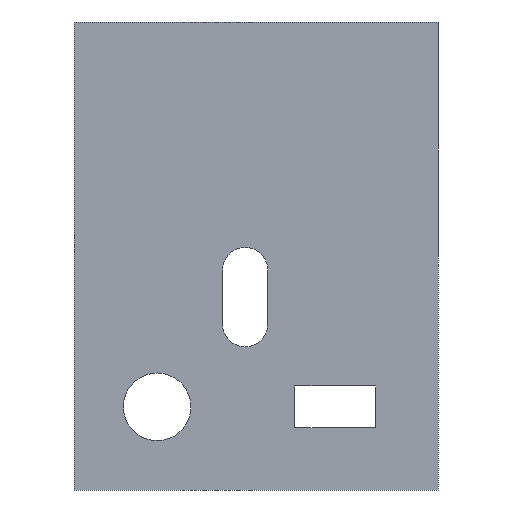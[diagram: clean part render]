
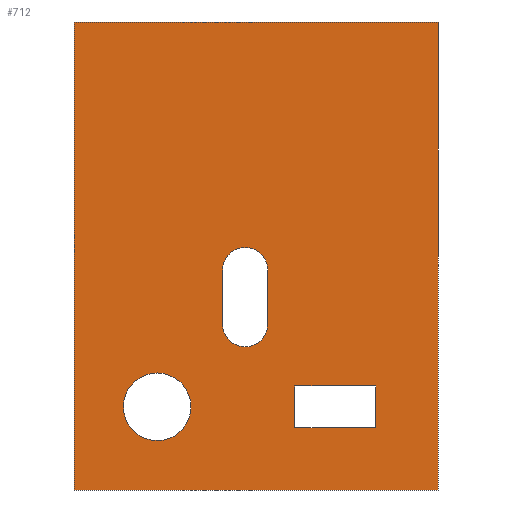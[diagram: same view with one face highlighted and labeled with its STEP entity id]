
A CAD part, front view. The second image highlights one B-rep face of the part: STEP entity #712.
In plain terms, the highlighted planar face has unit normal (0, -1, 0).
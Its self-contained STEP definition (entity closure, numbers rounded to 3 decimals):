
#6 = DIRECTION ( 'NONE',  ( 0., 0., -1. ) ) ;
#11 = DIRECTION ( 'NONE',  ( 0., 0., 1. ) ) ;
#16 = VECTOR ( 'NONE', #363, 1000. ) ;
#21 = ORIENTED_EDGE ( 'NONE', *, *, #234, .T. ) ;
#23 = EDGE_CURVE ( 'NONE', #296, #627, #705, .T. ) ;
#36 = LINE ( 'NONE', #316, #337 ) ;
#44 = CARTESIAN_POINT ( 'NONE',  ( 0., 0., 0. ) ) ;
#45 = FACE_BOUND ( 'NONE', #503, .T. ) ;
#54 = EDGE_LOOP ( 'NONE', ( #312, #104, #343, #574, #219 ) ) ;
#58 = CARTESIAN_POINT ( 'NONE',  ( -35., 0., 0. ) ) ;
#60 = EDGE_CURVE ( 'NONE', #327, #278, #400, .T. ) ;
#64 = DIRECTION ( 'NONE',  ( 0., 0., 1. ) ) ;
#67 = EDGE_CURVE ( 'NONE', #474, #247, #629, .T. ) ;
#70 = CARTESIAN_POINT ( 'NONE',  ( 2.266, 0., 0. ) ) ;
#75 = CARTESIAN_POINT ( 'NONE',  ( -35., 0., 45. ) ) ;
#90 = LINE ( 'NONE', #650, #16 ) ;
#100 = DIRECTION ( 'NONE',  ( 0., 1., 0. ) ) ;
#104 = ORIENTED_EDGE ( 'NONE', *, *, #509, .F. ) ;
#109 = ORIENTED_EDGE ( 'NONE', *, *, #193, .F. ) ;
#119 = DIRECTION ( 'NONE',  ( 0., 1., 0. ) ) ;
#123 = CIRCLE ( 'NONE', #449, 6.5 ) ;
#141 = CARTESIAN_POINT ( 'NONE',  ( 35., 0., 45. ) ) ;
#143 = VECTOR ( 'NONE', #631, 1000. ) ;
#146 = CARTESIAN_POINT ( 'NONE',  ( -19., 0., -29. ) ) ;
#150 = LINE ( 'NONE', #500, #214 ) ;
#153 = PLANE ( 'NONE',  #677 ) ;
#169 = LINE ( 'NONE', #335, #515 ) ;
#176 = LINE ( 'NONE', #58, #143 ) ;
#182 = DIRECTION ( 'NONE',  ( 0., 1., 0. ) ) ;
#190 = CARTESIAN_POINT ( 'NONE',  ( -2.084, 0., -13.114 ) ) ;
#193 = EDGE_CURVE ( 'NONE', #607, #538, #36, .T. ) ;
#194 = CARTESIAN_POINT ( 'NONE',  ( 0., 0., -33. ) ) ;
#195 = CARTESIAN_POINT ( 'NONE',  ( 2.266, 0., -2.705 ) ) ;
#208 = AXIS2_PLACEMENT_3D ( 'NONE', #190, #360, #64 ) ;
#209 = DIRECTION ( 'NONE',  ( 1., 0., 0. ) ) ;
#214 = VECTOR ( 'NONE', #681, 1000. ) ;
#219 = ORIENTED_EDGE ( 'NONE', *, *, #313, .T. ) ;
#224 = VECTOR ( 'NONE', #209, 1000. ) ;
#234 = EDGE_CURVE ( 'NONE', #731, #538, #150, .T. ) ;
#247 = VERTEX_POINT ( 'NONE', #579 ) ;
#249 = EDGE_CURVE ( 'NONE', #444, #714, #123, .T. ) ;
#253 = ORIENTED_EDGE ( 'NONE', *, *, #698, .T. ) ;
#263 = CIRCLE ( 'NONE', #321, 6.5 ) ;
#265 = CARTESIAN_POINT ( 'NONE',  ( 7.471, 0., -25. ) ) ;
#270 = FACE_OUTER_BOUND ( 'NONE', #709, .T. ) ;
#278 = VERTEX_POINT ( 'NONE', #195 ) ;
#290 = VERTEX_POINT ( 'NONE', #306 ) ;
#296 = VERTEX_POINT ( 'NONE', #494 ) ;
#301 = ORIENTED_EDGE ( 'NONE', *, *, #429, .T. ) ;
#305 = LINE ( 'NONE', #314, #724 ) ;
#306 = CARTESIAN_POINT ( 'NONE',  ( 2.266, 0., -13.114 ) ) ;
#311 = VECTOR ( 'NONE', #6, 1000. ) ;
#312 = ORIENTED_EDGE ( 'NONE', *, *, #60, .T. ) ;
#313 = EDGE_CURVE ( 'NONE', #627, #327, #90, .T. ) ;
#314 = CARTESIAN_POINT ( 'NONE',  ( 0., 0., -25. ) ) ;
#316 = CARTESIAN_POINT ( 'NONE',  ( 35., 0., 0. ) ) ;
#321 = AXIS2_PLACEMENT_3D ( 'NONE', #146, #100, #615 ) ;
#322 = CARTESIAN_POINT ( 'NONE',  ( 0., 0., 45. ) ) ;
#327 = VERTEX_POINT ( 'NONE', #551 ) ;
#335 = CARTESIAN_POINT ( 'NONE',  ( 7.471, 0., 0. ) ) ;
#336 = ORIENTED_EDGE ( 'NONE', *, *, #67, .T. ) ;
#337 = VECTOR ( 'NONE', #612, 1000. ) ;
#343 = ORIENTED_EDGE ( 'NONE', *, *, #499, .T. ) ;
#344 = DIRECTION ( 'NONE',  ( 1., 0., 0. ) ) ;
#360 = DIRECTION ( 'NONE',  ( 0., 1., 0. ) ) ;
#363 = DIRECTION ( 'NONE',  ( 0., 0., 1. ) ) ;
#380 = VECTOR ( 'NONE', #11, 1000. ) ;
#400 = CIRCLE ( 'NONE', #545, 4.35 ) ;
#403 = CARTESIAN_POINT ( 'NONE',  ( -19., 0., -29. ) ) ;
#404 = DIRECTION ( 'NONE',  ( 0., 0., -1. ) ) ;
#412 = CARTESIAN_POINT ( 'NONE',  ( 23., 0., 0. ) ) ;
#414 = ORIENTED_EDGE ( 'NONE', *, *, #488, .F. ) ;
#418 = LINE ( 'NONE', #194, #431 ) ;
#422 = CARTESIAN_POINT ( 'NONE',  ( -6.435, 0., -13.114 ) ) ;
#429 = EDGE_CURVE ( 'NONE', #549, #731, #176, .T. ) ;
#431 = VECTOR ( 'NONE', #344, 1000. ) ;
#436 = DIRECTION ( 'NONE',  ( 0., 1., 0. ) ) ;
#444 = VERTEX_POINT ( 'NONE', #521 ) ;
#449 = AXIS2_PLACEMENT_3D ( 'NONE', #403, #119, #584 ) ;
#465 = CARTESIAN_POINT ( 'NONE',  ( -2.084, 0., -2.705 ) ) ;
#469 = DIRECTION ( 'NONE',  ( 1., 0., 0. ) ) ;
#474 = VERTEX_POINT ( 'NONE', #586 ) ;
#488 = EDGE_CURVE ( 'NONE', #703, #728, #169, .T. ) ;
#494 = CARTESIAN_POINT ( 'NONE',  ( -2.084, 0., -17.465 ) ) ;
#497 = FACE_BOUND ( 'NONE', #648, .T. ) ;
#499 = EDGE_CURVE ( 'NONE', #290, #296, #704, .T. ) ;
#500 = CARTESIAN_POINT ( 'NONE',  ( 0., 0., -45. ) ) ;
#503 = EDGE_LOOP ( 'NONE', ( #336, #672, #414, #569 ) ) ;
#505 = CARTESIAN_POINT ( 'NONE',  ( -19., 0., -35.5 ) ) ;
#509 = EDGE_CURVE ( 'NONE', #290, #278, #732, .T. ) ;
#515 = VECTOR ( 'NONE', #404, 1000. ) ;
#519 = CARTESIAN_POINT ( 'NONE',  ( -2.084, 0., -13.114 ) ) ;
#521 = CARTESIAN_POINT ( 'NONE',  ( -19., 0., -22.5 ) ) ;
#531 = CARTESIAN_POINT ( 'NONE',  ( 35., 0., -45. ) ) ;
#532 = DIRECTION ( 'NONE',  ( 0., 0., 1. ) ) ;
#538 = VERTEX_POINT ( 'NONE', #531 ) ;
#545 = AXIS2_PLACEMENT_3D ( 'NONE', #465, #690, #577 ) ;
#549 = VERTEX_POINT ( 'NONE', #75 ) ;
#551 = CARTESIAN_POINT ( 'NONE',  ( -6.435, 0., -2.705 ) ) ;
#558 = CARTESIAN_POINT ( 'NONE',  ( 7.471, 0., -33. ) ) ;
#560 = FACE_BOUND ( 'NONE', #54, .T. ) ;
#564 = EDGE_CURVE ( 'NONE', #728, #247, #418, .T. ) ;
#569 = ORIENTED_EDGE ( 'NONE', *, *, #571, .T. ) ;
#571 = EDGE_CURVE ( 'NONE', #703, #474, #305, .T. ) ;
#574 = ORIENTED_EDGE ( 'NONE', *, *, #23, .T. ) ;
#577 = DIRECTION ( 'NONE',  ( 0., 0., 1. ) ) ;
#579 = CARTESIAN_POINT ( 'NONE',  ( 23., 0., -33. ) ) ;
#584 = DIRECTION ( 'NONE',  ( 0., 0., 1. ) ) ;
#586 = CARTESIAN_POINT ( 'NONE',  ( 23., 0., -25. ) ) ;
#607 = VERTEX_POINT ( 'NONE', #141 ) ;
#612 = DIRECTION ( 'NONE',  ( 0., 0., -1. ) ) ;
#613 = AXIS2_PLACEMENT_3D ( 'NONE', #519, #182, #532 ) ;
#615 = DIRECTION ( 'NONE',  ( 0., 0., 1. ) ) ;
#619 = ORIENTED_EDGE ( 'NONE', *, *, #249, .T. ) ;
#627 = VERTEX_POINT ( 'NONE', #422 ) ;
#629 = LINE ( 'NONE', #412, #311 ) ;
#631 = DIRECTION ( 'NONE',  ( 0., 0., -1. ) ) ;
#637 = ORIENTED_EDGE ( 'NONE', *, *, #676, .F. ) ;
#648 = EDGE_LOOP ( 'NONE', ( #253, #619 ) ) ;
#650 = CARTESIAN_POINT ( 'NONE',  ( -6.435, 0., 0. ) ) ;
#660 = DIRECTION ( 'NONE',  ( 0., 0., 1. ) ) ;
#664 = LINE ( 'NONE', #322, #224 ) ;
#672 = ORIENTED_EDGE ( 'NONE', *, *, #564, .F. ) ;
#676 = EDGE_CURVE ( 'NONE', #549, #607, #664, .T. ) ;
#677 = AXIS2_PLACEMENT_3D ( 'NONE', #44, #436, #660 ) ;
#681 = DIRECTION ( 'NONE',  ( 1., 0., 0. ) ) ;
#690 = DIRECTION ( 'NONE',  ( 0., 1., 0. ) ) ;
#698 = EDGE_CURVE ( 'NONE', #714, #444, #263, .T. ) ;
#703 = VERTEX_POINT ( 'NONE', #265 ) ;
#704 = CIRCLE ( 'NONE', #613, 4.35 ) ;
#705 = CIRCLE ( 'NONE', #208, 4.35 ) ;
#709 = EDGE_LOOP ( 'NONE', ( #637, #301, #21, #109 ) ) ;
#712 = ADVANCED_FACE ( 'NONE', ( #560, #497, #45, #270 ), #153, .F. ) ;
#714 = VERTEX_POINT ( 'NONE', #505 ) ;
#722 = CARTESIAN_POINT ( 'NONE',  ( -35., 0., -45. ) ) ;
#724 = VECTOR ( 'NONE', #469, 1000. ) ;
#728 = VERTEX_POINT ( 'NONE', #558 ) ;
#731 = VERTEX_POINT ( 'NONE', #722 ) ;
#732 = LINE ( 'NONE', #70, #380 ) ;
